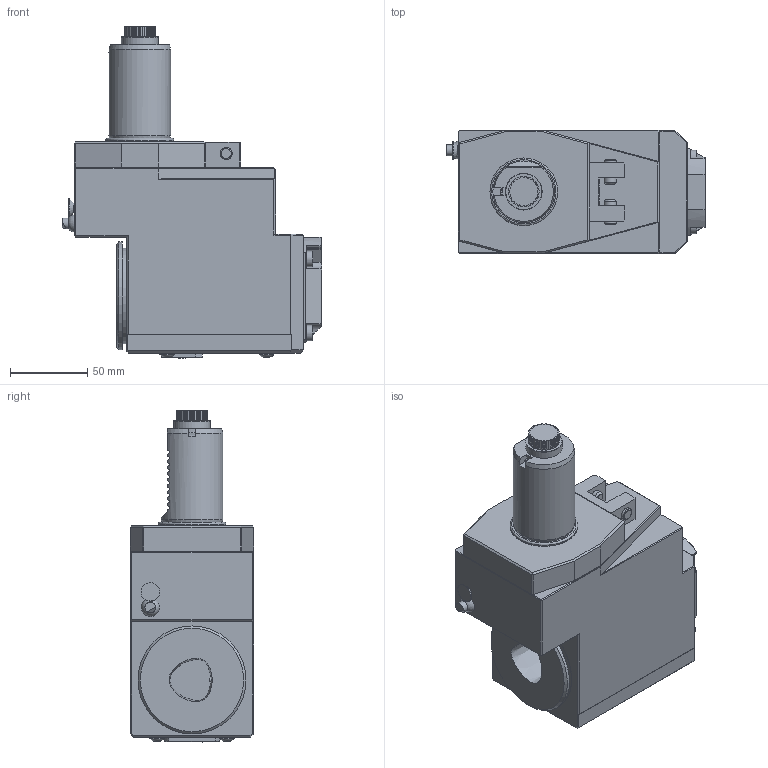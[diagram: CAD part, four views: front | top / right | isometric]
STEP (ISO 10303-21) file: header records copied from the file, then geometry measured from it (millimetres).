
FILE_DESCRIPTION(/* description */ (''),/* implementation_level */ '2;1');
FILE_NAME(/* name */ '1618473703045.stp',/* time_stamp */ '2021-04-15T10:01:54+02:00',/* author */ (''),/* organization */ ('SMS'),/* preprocessor_version */ 'ST-DEVELOPER v16.7',/* originating_system */ 'SIEMENS PLM Software NX 12.0',/* authorisation */ '');
FILE_SCHEMA (('AUTOMOTIVE_DESIGN { 1 0 10303 214 3 1 1 1 }'));
Length unit declared in the file: millimetre
Products named in the file (1): 203474852mod000_00
Bounding box: 168.3 x 80 x 215.2 mm (x, y, z)
Volume: 1383643 mm3; surface area: 98929 mm2
Topology: 1 solids, 2 shells, 478 faces, 1285 edges, 831 vertices
Faces by surface type: plane 293, cylinder 123, cone 41, torus 12, sphere 5, bspline 4
Full cylindrical faces by diameter (mm): 2.5 x1, 4.134 x1, 5 x4, 6 x1, 7 x1, 8 x4, 9.5 x2, 10 x4, 12 x1, 16 x1, 23.8 x1, 30.4 x1, 40 x1, 43.9 x1, 62 x1, 68 x1, 70 x1
Entity records: 16302 total; most frequent: CARTESIAN_POINT 4542, ORIENTED_EDGE 2422, DIRECTION 2421, EDGE_CURVE 1211, AXIS2_PLACEMENT_3D 864, VERTEX_POINT 801, LINE 693, VECTOR 693
